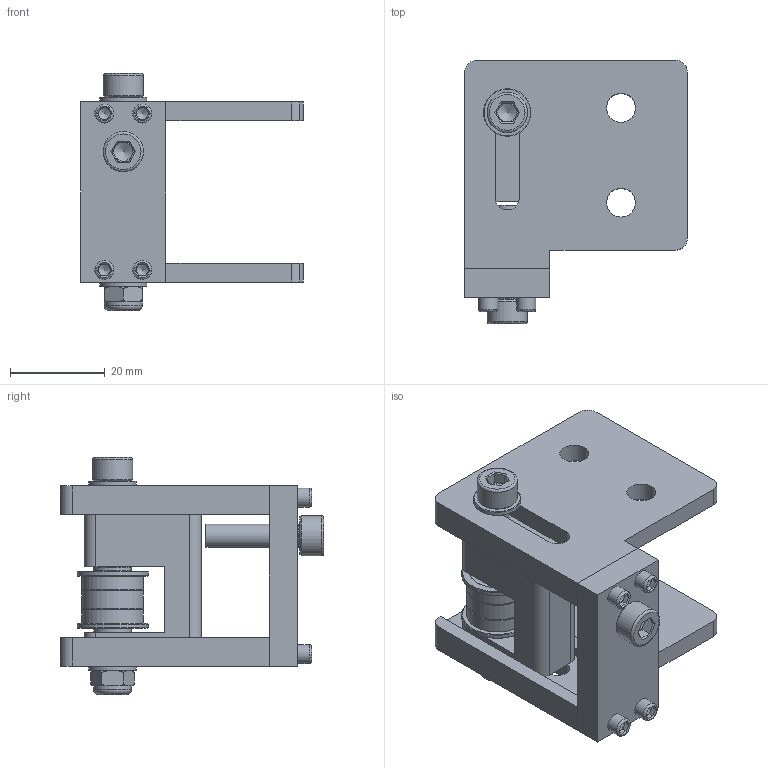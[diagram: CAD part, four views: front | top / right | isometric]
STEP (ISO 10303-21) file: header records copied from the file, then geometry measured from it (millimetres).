
FILE_DESCRIPTION(('HOOPS Exchange Step'),'2;1');
FILE_NAME('temp_export','2024-03-01T08:08:33-05:00',('mobile'),('Shapr3D Limited'),'HOOPS Exchange 2023.2','Shapr3D','Authorized');
FILE_SCHEMA( ('AUTOMOTIVE_DESIGN { 1 0 10303 214 1 1 1 1 }') );
Length unit declared in the file: millimetre
Products named in the file (12): Parts; M5x40 Shoulder Bolt; M5 Nylon Locking Nut; M5x20 Screws; 695ZZ Bearing; F695ZZ Bearing; Mini Precision Shims - 8x5x1mm; M5 Washers; M4x10 Screws; Hardware; Front Tensioners.step; root
Assembly tree (11 placements, depth 4):
  root
    Front Tensioners.step
      Parts
      Hardware
        M5x40 Shoulder Bolt
        M5 Nylon Locking Nut
        M5x20 Screws
        695ZZ Bearing
        F695ZZ Bearing
        Mini Precision Shims - 8x5x1mm
        M5 Washers
        M4x10 Screws
Bounding box: 47 x 55.5 x 50 mm (x, y, z)
Volume: 27709 mm3; surface area: 19735.5 mm2
Topology: 18 solids, 18 shells, 375 faces, 921 edges, 605 vertices
Faces by surface type: plane 211, cylinder 75, cone 56, torus 25, bspline 8
Full cylindrical faces by diameter (mm): 2.427 x4, 3.901 x1, 4 x5, 4.2 x1, 4.234 x1, 4.901 x2, 5 x8, 5.1 x3, 6.1 x4, 6.5 x6, 8 x3, 8.5 x2, 10 x2, 11.5 x6, 13 x3, 15 x2
Entity records: 13782 total; most frequent: CARTESIAN_POINT 4383, DIRECTION 1975, ORIENTED_EDGE 1830, EDGE_CURVE 915, AXIS2_PLACEMENT_3D 766, VERTEX_POINT 605, EDGE_LOOP 448, FACE_BOUND 448
